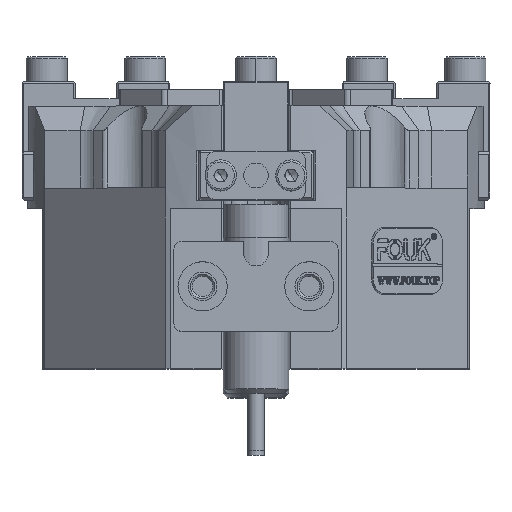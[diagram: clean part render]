
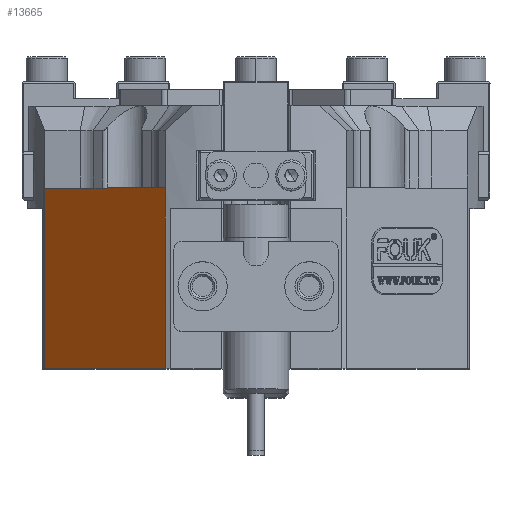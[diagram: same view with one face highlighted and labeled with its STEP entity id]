
A CAD part, top view. The second image highlights one B-rep face of the part: STEP entity #13665.
In plain terms, the highlighted planar face has unit normal (-0.707, 0, 0.707).
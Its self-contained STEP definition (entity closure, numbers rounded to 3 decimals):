
#296 = EDGE_CURVE ( 'NONE', #35760, #22247, #1626, .T. ) ;
#1626 = LINE ( 'NONE', #19248, #17231 ) ;
#1953 = DIRECTION ( 'NONE',  ( -0.707, 0., -0.707 ) ) ;
#2664 = VERTEX_POINT ( 'NONE', #22132 ) ;
#2742 = FACE_OUTER_BOUND ( 'NONE', #7728, .T. ) ;
#3730 = LINE ( 'NONE', #30894, #9243 ) ;
#3970 = ORIENTED_EDGE ( 'NONE', *, *, #22991, .F. ) ;
#4585 = CARTESIAN_POINT ( 'NONE',  ( 47.591, 50.321, 133.598 ) ) ;
#4586 = CARTESIAN_POINT ( 'NONE',  ( 47.324, 30.321, 133.331 ) ) ;
#4736 = DIRECTION ( 'NONE',  ( -0.707, 0., 0.707 ) ) ;
#7728 = EDGE_LOOP ( 'NONE', ( #8511, #32107, #3970, #40997 ) ) ;
#8511 = ORIENTED_EDGE ( 'NONE', *, *, #20490, .T. ) ;
#9243 = VECTOR ( 'NONE', #1953, 1000. ) ;
#11997 = AXIS2_PLACEMENT_3D ( 'NONE', #4585, #4736, #23691 ) ;
#13665 = ADVANCED_FACE ( 'NONE', ( #2742 ), #33409, .T. ) ;
#15251 = VECTOR ( 'NONE', #38545, 1000. ) ;
#15636 = CARTESIAN_POINT ( 'NONE',  ( 32.627, 52.321, 118.634 ) ) ;
#16022 = VERTEX_POINT ( 'NONE', #15636 ) ;
#16416 = VECTOR ( 'NONE', #30814, 1000. ) ;
#17231 = VECTOR ( 'NONE', #35358, 1000. ) ;
#17894 = CARTESIAN_POINT ( 'NONE',  ( 47.591, 52.321, 133.598 ) ) ;
#19068 = CARTESIAN_POINT ( 'NONE',  ( 32.627, 50.321, 118.634 ) ) ;
#19248 = CARTESIAN_POINT ( 'NONE',  ( 47.324, 50.321, 133.331 ) ) ;
#20490 = EDGE_CURVE ( 'NONE', #22247, #16022, #22933, .T. ) ;
#20562 = CARTESIAN_POINT ( 'NONE',  ( 47.324, 52.321, 133.331 ) ) ;
#22132 = CARTESIAN_POINT ( 'NONE',  ( 32.627, 30.321, 118.634 ) ) ;
#22247 = VERTEX_POINT ( 'NONE', #20562 ) ;
#22933 = LINE ( 'NONE', #17894, #16416 ) ;
#22991 = EDGE_CURVE ( 'NONE', #35760, #2664, #3730, .T. ) ;
#23691 = DIRECTION ( 'NONE',  ( -0.577, -0.577, -0.577 ) ) ;
#30814 = DIRECTION ( 'NONE',  ( -0.707, 0., -0.707 ) ) ;
#30894 = CARTESIAN_POINT ( 'NONE',  ( 47.591, 30.321, 133.598 ) ) ;
#32107 = ORIENTED_EDGE ( 'NONE', *, *, #37152, .T. ) ;
#32359 = LINE ( 'NONE', #19068, #15251 ) ;
#33409 = PLANE ( 'NONE',  #11997 ) ;
#35358 = DIRECTION ( 'NONE',  ( 0., 1., 0. ) ) ;
#35760 = VERTEX_POINT ( 'NONE', #4586 ) ;
#37152 = EDGE_CURVE ( 'NONE', #16022, #2664, #32359, .T. ) ;
#38545 = DIRECTION ( 'NONE',  ( 0., -1., 0. ) ) ;
#40997 = ORIENTED_EDGE ( 'NONE', *, *, #296, .T. ) ;
